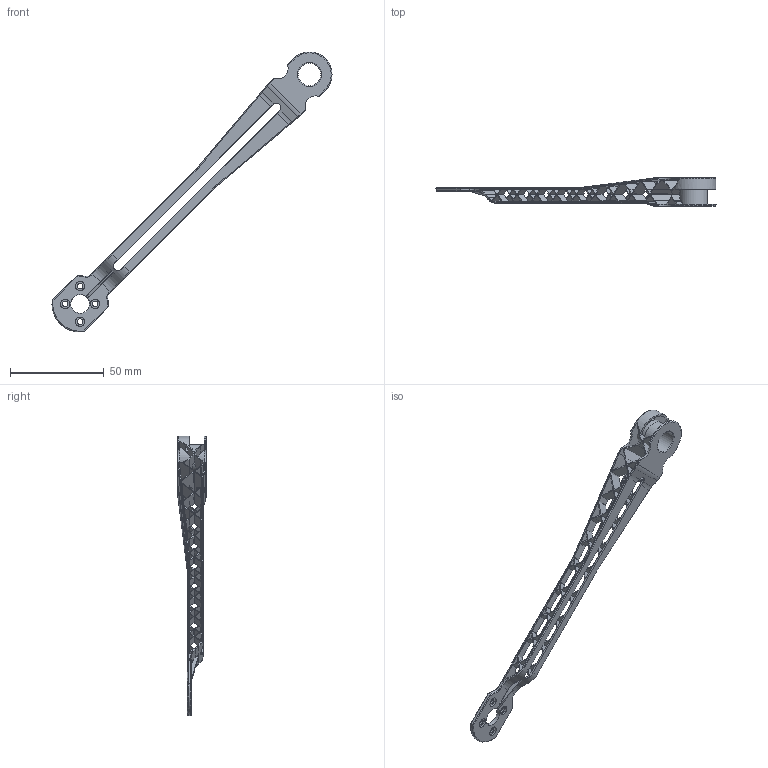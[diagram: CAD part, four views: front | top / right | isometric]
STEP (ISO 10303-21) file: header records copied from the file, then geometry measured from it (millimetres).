
FILE_DESCRIPTION(/* description */ (''),/* implementation_level */ '2;1');
FILE_NAME(/* name */ 'Quad Arm.step',/* time_stamp */ '2022-12-11T01:53:57+05:30',/* author */ (''),/* organization */ (''),/* preprocessor_version */ 'ST-DEVELOPER v19',/* originating_system */ 'Autodesk Translation Framework v11.7.0.108',/* authorisation */ '');
FILE_SCHEMA (('AUTOMOTIVE_DESIGN { 1 0 10303 214 3 1 1 }'));
Products named in the file (1): arm
Bounding box: 149.33 x 15 x 149.32 mm (x, y, z)
Volume: 8187.4 mm3; surface area: 18193.8 mm2
Topology: 1 solids, 1 shells, 1002 faces, 2733 edges, 1709 vertices
Faces by surface type: cylinder 367, plane 320, bspline 286, torus 29
Full cylindrical faces by diameter (mm): 3 x4, 3.2 x2, 5 x4, 10 x1, 12 x1
Entity records: 43770 total; most frequent: CARTESIAN_POINT 18764, ORIENTED_EDGE 5466, DIRECTION 4961, EDGE_CURVE 2733, AXIS2_PLACEMENT_3D 1829, VERTEX_POINT 1709, LINE 1303, VECTOR 1303
